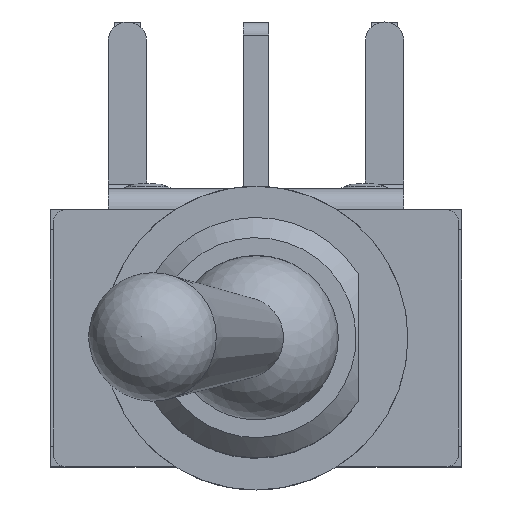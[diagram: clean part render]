
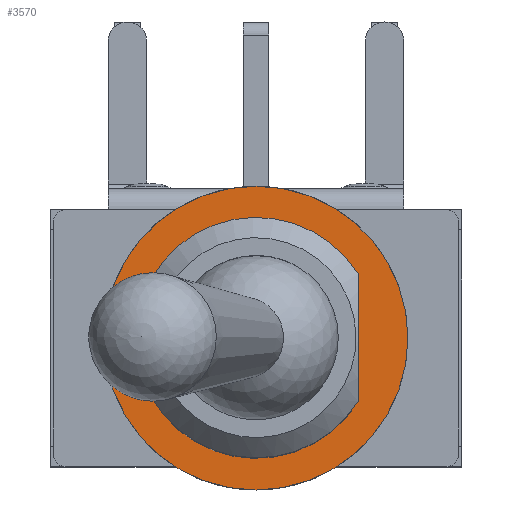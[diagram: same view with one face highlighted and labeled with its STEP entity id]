
A CAD part, top view. The second image highlights one B-rep face of the part: STEP entity #3570.
In plain terms, the highlighted planar face has unit normal (0, 0, 1).
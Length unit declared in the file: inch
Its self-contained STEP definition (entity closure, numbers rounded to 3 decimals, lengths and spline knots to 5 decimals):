
#68=FACE_BOUND('',#359,.T.);
#170=FACE_OUTER_BOUND('',#358,.T.);
#358=EDGE_LOOP('',(#2448));
#359=EDGE_LOOP('',(#2449,#2450));
#555=CIRCLE('',#3828,0.0935);
#556=CIRCLE('',#3830,0.11811);
#700=LINE('',#5312,#1063);
#1063=VECTOR('',#4304,0.3937);
#1436=VERTEX_POINT('',#5309);
#1437=VERTEX_POINT('',#5311);
#1438=VERTEX_POINT('',#5318);
#1813=EDGE_CURVE('',#1437,#1436,#700,.T.);
#1815=EDGE_CURVE('',#1436,#1437,#555,.T.);
#1816=EDGE_CURVE('',#1438,#1438,#556,.T.);
#2448=ORIENTED_EDGE('',*,*,#1816,.F.);
#2449=ORIENTED_EDGE('',*,*,#1813,.T.);
#2450=ORIENTED_EDGE('',*,*,#1815,.T.);
#3238=PLANE('',#3829);
#3570=ADVANCED_FACE('',(#170,#68),#3238,.F.);
#3828=AXIS2_PLACEMENT_3D('',#5316,#4310,#4311);
#3829=AXIS2_PLACEMENT_3D('',#5317,#4312,#4313);
#3830=AXIS2_PLACEMENT_3D('',#5319,#4314,#4315);
#4304=DIRECTION('',(0.,-1.,0.));
#4310=DIRECTION('center_axis',(0.,0.,
-1.));
#4311=DIRECTION('ref_axis',(-0.848,-0.529,0.));
#4312=DIRECTION('center_axis',(0.,0.,
-1.));
#4313=DIRECTION('ref_axis',(-1.,0.,0.));
#4314=DIRECTION('center_axis',(0.,0.,
-1.));
#4315=DIRECTION('ref_axis',(-1.,0.,0.));
#5309=CARTESIAN_POINT('',(0.07933,-0.04949,0.3248));
#5311=CARTESIAN_POINT('',(0.07933,0.04949,0.3248));
#5312=CARTESIAN_POINT('',(0.07933,0.02475,0.3248));
#5316=CARTESIAN_POINT('Origin',(0.,0.,
0.3248));
#5317=CARTESIAN_POINT('Origin',(0.,0.,
0.3248));
#5318=CARTESIAN_POINT('',(0.11811,0.,0.3248));
#5319=CARTESIAN_POINT('Origin',(0.,0.,
0.3248));
